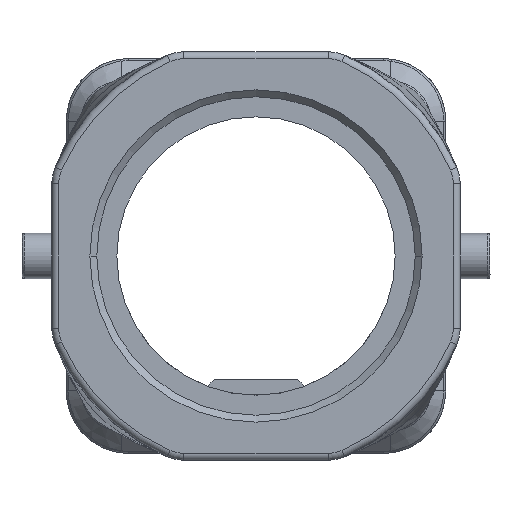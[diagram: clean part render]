
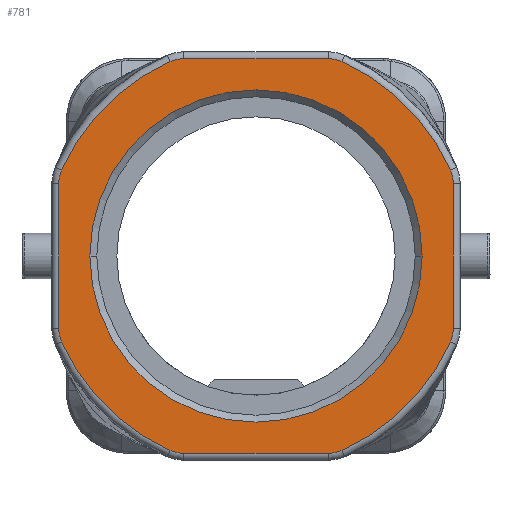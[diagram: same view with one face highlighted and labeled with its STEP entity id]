
A CAD part, front view. The second image highlights one B-rep face of the part: STEP entity #781.
In plain terms, the highlighted planar face has unit normal (0, -1, 0).
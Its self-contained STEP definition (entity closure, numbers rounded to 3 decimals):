
#781=ADVANCED_FACE('',(#1113,#1114),#1050,.F.);
#1050=PLANE('',#4364);
#1113=FACE_BOUND('',#1129,.T.);
#1114=FACE_BOUND('',#1130,.T.);
#1129=EDGE_LOOP('',(#1850,#1851,#1852,#1853,#1854,#1855,#1856,#1857,#1858,
#1859,#1860,#1861,#1862,#1863,#1864,#1865));
#1130=EDGE_LOOP('',(#1866,#1867));
#1406=LINE('',#5819,#1628);
#1407=LINE('',#5827,#1629);
#1408=LINE('',#5835,#1630);
#1409=LINE('',#5843,#1631);
#1628=VECTOR('',#4769,1.);
#1629=VECTOR('',#4776,1.);
#1630=VECTOR('',#4783,1.);
#1631=VECTOR('',#4790,1.);
#1850=ORIENTED_EDGE('',*,*,#3504,.T.);
#1851=ORIENTED_EDGE('',*,*,#3505,.T.);
#1852=ORIENTED_EDGE('',*,*,#3506,.T.);
#1853=ORIENTED_EDGE('',*,*,#3507,.T.);
#1854=ORIENTED_EDGE('',*,*,#3508,.T.);
#1855=ORIENTED_EDGE('',*,*,#3509,.T.);
#1856=ORIENTED_EDGE('',*,*,#3510,.T.);
#1857=ORIENTED_EDGE('',*,*,#3511,.T.);
#1858=ORIENTED_EDGE('',*,*,#3512,.T.);
#1859=ORIENTED_EDGE('',*,*,#3513,.T.);
#1860=ORIENTED_EDGE('',*,*,#3514,.T.);
#1861=ORIENTED_EDGE('',*,*,#3515,.T.);
#1862=ORIENTED_EDGE('',*,*,#3516,.T.);
#1863=ORIENTED_EDGE('',*,*,#3517,.T.);
#1864=ORIENTED_EDGE('',*,*,#3518,.T.);
#1865=ORIENTED_EDGE('',*,*,#3519,.T.);
#1866=ORIENTED_EDGE('',*,*,#3520,.T.);
#1867=ORIENTED_EDGE('',*,*,#3521,.T.);
#3128=VERTEX_POINT('',#5815);
#3129=VERTEX_POINT('',#5816);
#3130=VERTEX_POINT('',#5818);
#3131=VERTEX_POINT('',#5820);
#3132=VERTEX_POINT('',#5822);
#3133=VERTEX_POINT('',#5824);
#3134=VERTEX_POINT('',#5826);
#3135=VERTEX_POINT('',#5828);
#3136=VERTEX_POINT('',#5830);
#3137=VERTEX_POINT('',#5832);
#3138=VERTEX_POINT('',#5834);
#3139=VERTEX_POINT('',#5836);
#3140=VERTEX_POINT('',#5838);
#3141=VERTEX_POINT('',#5840);
#3142=VERTEX_POINT('',#5842);
#3143=VERTEX_POINT('',#5844);
#3144=VERTEX_POINT('',#5847);
#3145=VERTEX_POINT('',#5848);
#3504=EDGE_CURVE('',#3128,#3129,#4143,.T.);
#3505=EDGE_CURVE('',#3129,#3130,#4144,.T.);
#3506=EDGE_CURVE('',#3130,#3131,#1406,.T.);
#3507=EDGE_CURVE('',#3131,#3132,#4145,.T.);
#3508=EDGE_CURVE('',#3132,#3133,#4146,.T.);
#3509=EDGE_CURVE('',#3133,#3134,#4147,.T.);
#3510=EDGE_CURVE('',#3134,#3135,#1407,.T.);
#3511=EDGE_CURVE('',#3135,#3136,#4148,.T.);
#3512=EDGE_CURVE('',#3136,#3137,#4149,.T.);
#3513=EDGE_CURVE('',#3137,#3138,#4150,.T.);
#3514=EDGE_CURVE('',#3138,#3139,#1408,.T.);
#3515=EDGE_CURVE('',#3139,#3140,#4151,.T.);
#3516=EDGE_CURVE('',#3140,#3141,#4152,.T.);
#3517=EDGE_CURVE('',#3141,#3142,#4153,.T.);
#3518=EDGE_CURVE('',#3142,#3143,#1409,.T.);
#3519=EDGE_CURVE('',#3143,#3128,#4154,.T.);
#3520=EDGE_CURVE('',#3144,#3145,#4155,.T.);
#3521=EDGE_CURVE('',#3145,#3144,#4156,.T.);
#4143=CIRCLE('',#4350,15.35);
#4144=CIRCLE('',#4351,2.5);
#4145=CIRCLE('',#4352,2.5);
#4146=CIRCLE('',#4353,15.35);
#4147=CIRCLE('',#4354,2.5);
#4148=CIRCLE('',#4355,2.5);
#4149=CIRCLE('',#4356,15.35);
#4150=CIRCLE('',#4357,2.5);
#4151=CIRCLE('',#4358,2.5);
#4152=CIRCLE('',#4359,15.35);
#4153=CIRCLE('',#4360,2.5);
#4154=CIRCLE('',#4361,2.5);
#4155=CIRCLE('',#4362,12.);
#4156=CIRCLE('',#4363,12.);
#4350=AXIS2_PLACEMENT_3D('',#5814,#4765,#4766);
#4351=AXIS2_PLACEMENT_3D('',#5817,#4767,#4768);
#4352=AXIS2_PLACEMENT_3D('',#5821,#4770,#4771);
#4353=AXIS2_PLACEMENT_3D('',#5823,#4772,#4773);
#4354=AXIS2_PLACEMENT_3D('',#5825,#4774,#4775);
#4355=AXIS2_PLACEMENT_3D('',#5829,#4777,#4778);
#4356=AXIS2_PLACEMENT_3D('',#5831,#4779,#4780);
#4357=AXIS2_PLACEMENT_3D('',#5833,#4781,#4782);
#4358=AXIS2_PLACEMENT_3D('',#5837,#4784,#4785);
#4359=AXIS2_PLACEMENT_3D('',#5839,#4786,#4787);
#4360=AXIS2_PLACEMENT_3D('',#5841,#4788,#4789);
#4361=AXIS2_PLACEMENT_3D('',#5845,#4791,#4792);
#4362=AXIS2_PLACEMENT_3D('',#5846,#4793,#4794);
#4363=AXIS2_PLACEMENT_3D('',#5849,#4795,#4796);
#4364=AXIS2_PLACEMENT_3D('',#5850,#4797,#4798);
#4765=DIRECTION('',(0.,-1.,0.));
#4766=DIRECTION('',(-0.914,0.,-0.405));
#4767=DIRECTION('',(0.,-1.,0.));
#4768=DIRECTION('',(-0.405,0.,-0.914));
#4769=DIRECTION('',(1.,0.,0.));
#4770=DIRECTION('',(0.,-1.,0.));
#4771=DIRECTION('',(0.,0.,-1.));
#4772=DIRECTION('',(0.,-1.,0.));
#4773=DIRECTION('',(0.405,0.,-0.914));
#4774=DIRECTION('',(0.,-1.,0.));
#4775=DIRECTION('',(0.914,0.,-0.405));
#4776=DIRECTION('',(0.,0.,1.));
#4777=DIRECTION('',(0.,-1.,0.));
#4778=DIRECTION('',(1.,0.,0.));
#4779=DIRECTION('',(0.,-1.,0.));
#4780=DIRECTION('',(0.914,0.,0.405));
#4781=DIRECTION('',(0.,-1.,0.));
#4782=DIRECTION('',(0.405,0.,0.914));
#4783=DIRECTION('',(-1.,0.,0.));
#4784=DIRECTION('',(0.,-1.,0.));
#4785=DIRECTION('',(0.,0.,1.));
#4786=DIRECTION('',(0.,-1.,0.));
#4787=DIRECTION('',(-0.405,0.,0.914));
#4788=DIRECTION('',(0.,-1.,0.));
#4789=DIRECTION('',(-0.914,0.,0.405));
#4790=DIRECTION('',(0.,0.,-1.));
#4791=DIRECTION('',(0.,-1.,0.));
#4792=DIRECTION('',(-1.,0.,0.));
#4793=DIRECTION('',(0.,1.,0.));
#4794=DIRECTION('',(1.,0.,0.));
#4795=DIRECTION('',(0.,1.,0.));
#4796=DIRECTION('',(-1.,0.,0.));
#4797=DIRECTION('',(0.,1.,0.));
#4798=DIRECTION('',(-1.,0.,0.));
#5814=CARTESIAN_POINT('',(0.,0.,0.));
#5815=CARTESIAN_POINT('',(-14.036,0.,-6.214));
#5816=CARTESIAN_POINT('',(-6.214,0.,-14.036));
#5817=CARTESIAN_POINT('',(-5.202,0.,-11.75));
#5818=CARTESIAN_POINT('',(-5.202,0.,-14.25));
#5819=CARTESIAN_POINT('',(-5.202,0.,-14.25));
#5820=CARTESIAN_POINT('',(5.202,0.,-14.25));
#5821=CARTESIAN_POINT('',(5.202,0.,-11.75));
#5822=CARTESIAN_POINT('',(6.214,0.,-14.036));
#5823=CARTESIAN_POINT('',(0.,0.,0.));
#5824=CARTESIAN_POINT('',(14.036,0.,-6.214));
#5825=CARTESIAN_POINT('',(11.75,0.,-5.202));
#5826=CARTESIAN_POINT('',(14.25,0.,-5.202));
#5827=CARTESIAN_POINT('',(14.25,0.,-5.202));
#5828=CARTESIAN_POINT('',(14.25,0.,5.202));
#5829=CARTESIAN_POINT('',(11.75,0.,5.202));
#5830=CARTESIAN_POINT('',(14.036,0.,6.214));
#5831=CARTESIAN_POINT('',(0.,0.,0.));
#5832=CARTESIAN_POINT('',(6.214,0.,14.036));
#5833=CARTESIAN_POINT('',(5.202,0.,11.75));
#5834=CARTESIAN_POINT('',(5.202,0.,14.25));
#5835=CARTESIAN_POINT('',(5.202,0.,14.25));
#5836=CARTESIAN_POINT('',(-5.202,0.,14.25));
#5837=CARTESIAN_POINT('',(-5.202,0.,11.75));
#5838=CARTESIAN_POINT('',(-6.214,0.,14.036));
#5839=CARTESIAN_POINT('',(0.,0.,0.));
#5840=CARTESIAN_POINT('',(-14.036,0.,6.214));
#5841=CARTESIAN_POINT('',(-11.75,0.,5.202));
#5842=CARTESIAN_POINT('',(-14.25,0.,5.202));
#5843=CARTESIAN_POINT('',(-14.25,0.,5.202));
#5844=CARTESIAN_POINT('',(-14.25,0.,-5.202));
#5845=CARTESIAN_POINT('',(-11.75,0.,-5.202));
#5846=CARTESIAN_POINT('',(0.,0.,0.));
#5847=CARTESIAN_POINT('',(12.,0.,0.));
#5848=CARTESIAN_POINT('',(-12.,0.,0.));
#5849=CARTESIAN_POINT('',(0.,0.,0.));
#5850=CARTESIAN_POINT('',(0.,0.,0.));
